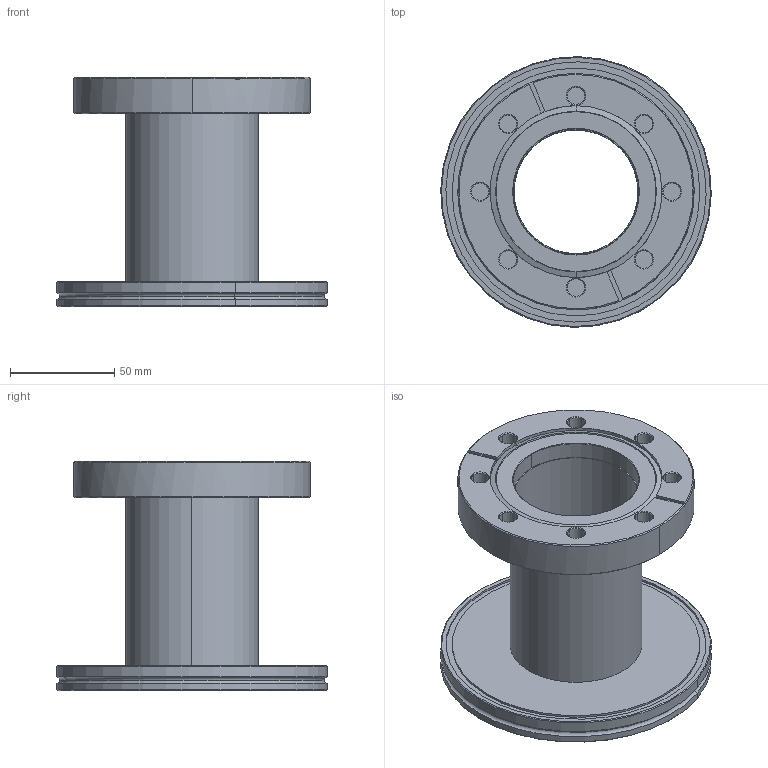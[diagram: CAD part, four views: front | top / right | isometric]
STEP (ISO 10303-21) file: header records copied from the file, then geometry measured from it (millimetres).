
FILE_DESCRIPTION (( 'STEP AP214' ), '1' );
FILE_NAME ('Hositrad_CFA63-ISO100.STEP', '2017-05-12T06:58:28', ( 'Gebruiker' ), ( '' ), 'SwSTEP 2.0', 'SolidWorks 2017', '' );
FILE_SCHEMA (( 'AUTOMOTIVE_DESIGN' ));
Length unit declared in the file: millimetre
Products named in the file (4): Hositrad_CFA63-ISO100; ISO100-64; CF-To-ISO-Adaptors-All_CFA63-ISO100; CF63-64-Weld
Assembly tree (3 placements, depth 2):
  Hositrad_CFA63-ISO100
    CF-To-ISO-Adaptors-All_CFA63-ISO100
    ISO100-64
    CF63-64-Weld
Bounding box: 129.97 x 129.97 x 110 mm (x, y, z)
Volume: 246693.5 mm3; surface area: 94122.5 mm2
Topology: 3 solids, 3 shells, 114 faces, 256 edges, 153 vertices
Faces by surface type: cone 49, cylinder 42, plane 19, torus 4
Entity records: 3385 total; most frequent: DIRECTION 639, CARTESIAN_POINT 541, ORIENTED_EDGE 512, AXIS2_PLACEMENT_3D 267, EDGE_CURVE 256, VERTEX_POINT 153, CIRCLE 147, EDGE_LOOP 141
